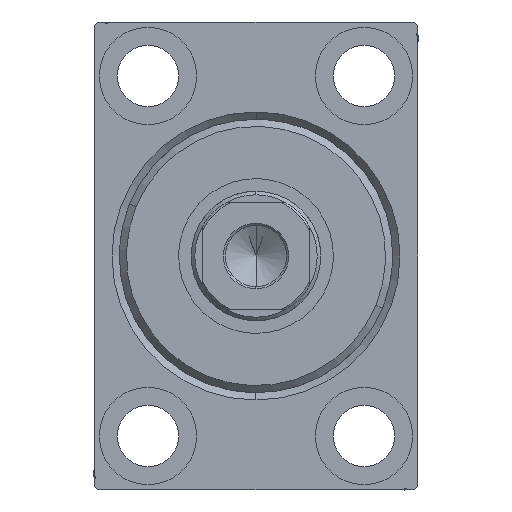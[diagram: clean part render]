
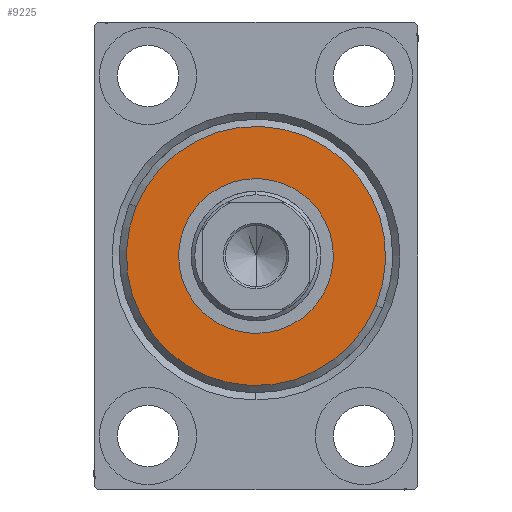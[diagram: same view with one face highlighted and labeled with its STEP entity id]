
A CAD part, left-side view. The second image highlights one B-rep face of the part: STEP entity #9225.
In plain terms, the highlighted face is planar.
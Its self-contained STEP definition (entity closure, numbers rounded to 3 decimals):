
#130 = CARTESIAN_POINT ( 'NONE',  ( 3., 0., 18. ) ) ;
#1157 = AXIS2_PLACEMENT_3D ( 'NONE', #17649, #27333, #34293 ) ;
#2013 = CIRCLE ( 'NONE', #37138, 10.75 ) ;
#3301 = CIRCLE ( 'NONE', #1157, 10.75 ) ;
#5043 = CARTESIAN_POINT ( 'NONE',  ( 3., 0., -10.75 ) ) ;
#5235 = VERTEX_POINT ( 'NONE', #130 ) ;
#5246 = CARTESIAN_POINT ( 'NONE',  ( 3., 0., 0. ) ) ;
#5273 = AXIS2_PLACEMENT_3D ( 'NONE', #33900, #23331, #39957 ) ;
#5458 = DIRECTION ( 'NONE',  ( 1., 0., 0. ) ) ;
#6196 = CARTESIAN_POINT ( 'NONE',  ( 3., 0., 0. ) ) ;
#8048 = EDGE_LOOP ( 'NONE', ( #36782, #11417 ) ) ;
#8683 = DIRECTION ( 'NONE',  ( 0., 0., -1. ) ) ;
#8976 = CARTESIAN_POINT ( 'NONE',  ( 3., 0., 10.75 ) ) ;
#9205 = CIRCLE ( 'NONE', #32163, 18. ) ;
#9225 = ADVANCED_FACE ( 'NONE', ( #10007, #40329 ), #9563, .T. ) ;
#9563 = PLANE ( 'NONE',  #37598 ) ;
#10007 = FACE_OUTER_BOUND ( 'NONE', #27951, .T. ) ;
#11417 = ORIENTED_EDGE ( 'NONE', *, *, #19061, .T. ) ;
#12211 = DIRECTION ( 'NONE',  ( 0., 0., -1. ) ) ;
#12659 = EDGE_CURVE ( 'NONE', #27888, #5235, #16057, .T. ) ;
#14777 = CARTESIAN_POINT ( 'NONE',  ( 3., 0., 0. ) ) ;
#16057 = CIRCLE ( 'NONE', #5273, 18. ) ;
#16340 = ORIENTED_EDGE ( 'NONE', *, *, #12659, .T. ) ;
#16357 = VERTEX_POINT ( 'NONE', #5043 ) ;
#17649 = CARTESIAN_POINT ( 'NONE',  ( 3., 0., 0. ) ) ;
#18084 = CARTESIAN_POINT ( 'NONE',  ( 3., 0., -18. ) ) ;
#19061 = EDGE_CURVE ( 'NONE', #16357, #35116, #3301, .T. ) ;
#19878 = DIRECTION ( 'NONE',  ( 1., 0., 0. ) ) ;
#21490 = DIRECTION ( 'NONE',  ( -1., 0., 0. ) ) ;
#23331 = DIRECTION ( 'NONE',  ( 1., 0., 0. ) ) ;
#23800 = EDGE_CURVE ( 'NONE', #35116, #16357, #2013, .T. ) ;
#27333 = DIRECTION ( 'NONE',  ( -1., 0., 0. ) ) ;
#27888 = VERTEX_POINT ( 'NONE', #18084 ) ;
#27951 = EDGE_LOOP ( 'NONE', ( #36079, #16340 ) ) ;
#30267 = EDGE_CURVE ( 'NONE', #5235, #27888, #9205, .T. ) ;
#32163 = AXIS2_PLACEMENT_3D ( 'NONE', #5246, #5458, #12211 ) ;
#33594 = DIRECTION ( 'NONE',  ( 0., 0., -1. ) ) ;
#33900 = CARTESIAN_POINT ( 'NONE',  ( 3., 0., 0. ) ) ;
#34293 = DIRECTION ( 'NONE',  ( 0., 0., -1. ) ) ;
#35116 = VERTEX_POINT ( 'NONE', #8976 ) ;
#36079 = ORIENTED_EDGE ( 'NONE', *, *, #30267, .T. ) ;
#36782 = ORIENTED_EDGE ( 'NONE', *, *, #23800, .T. ) ;
#37138 = AXIS2_PLACEMENT_3D ( 'NONE', #14777, #21490, #8683 ) ;
#37598 = AXIS2_PLACEMENT_3D ( 'NONE', #6196, #19878, #33594 ) ;
#39957 = DIRECTION ( 'NONE',  ( 0., 0., -1. ) ) ;
#40329 = FACE_BOUND ( 'NONE', #8048, .T. ) ;
